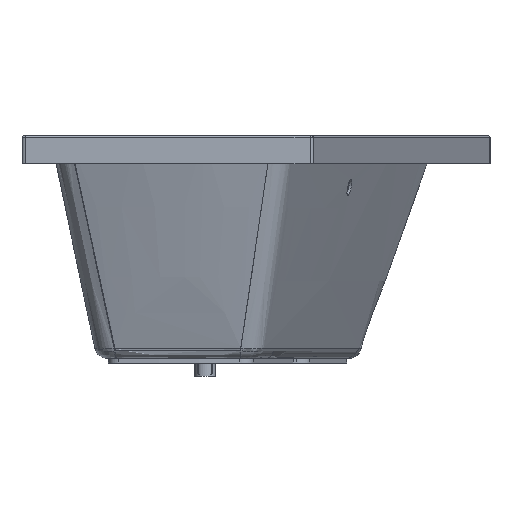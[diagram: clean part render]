
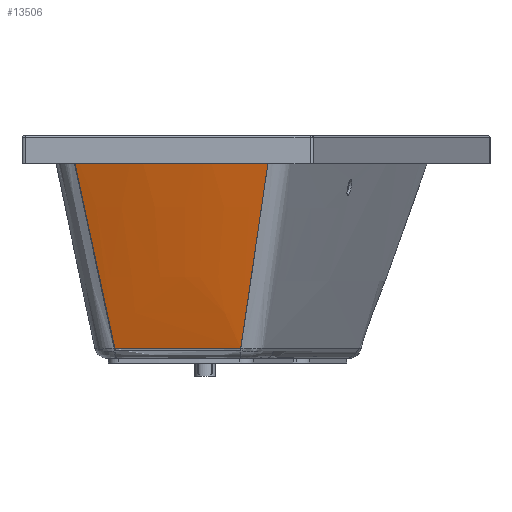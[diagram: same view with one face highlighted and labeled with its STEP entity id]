
A CAD part, left-side view. The second image highlights one B-rep face of the part: STEP entity #13506.
In plain terms, the highlighted free-form (B-spline) face has degree [3, 3] with [4, 19] control points.
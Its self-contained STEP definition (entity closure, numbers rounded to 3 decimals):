
#1325=CARTESIAN_POINT('',(1562.451,577.38,0.0));
#1326=VERTEX_POINT('',#1325);
#1327=CARTESIAN_POINT('',(1521.608,1011.807,0.0));
#1328=VERTEX_POINT('',#1327);
#8437=CARTESIAN_POINT('',(1443.595,913.969,453.556));
#8438=VERTEX_POINT('',#8437);
#12518=CARTESIAN_POINT('',(1467.759,644.145,453.591));
#12519=VERTEX_POINT('',#12518);
#13012=CARTESIAN_POINT('',(1443.595,913.969,453.556));
#13013=CARTESIAN_POINT('',(1443.73,913.184,453.557));
#13014=CARTESIAN_POINT('',(1444.004,911.601,453.559));
#13015=CARTESIAN_POINT('',(1444.549,908.427,453.563));
#13016=CARTESIAN_POINT('',(1445.493,902.861,453.569));
#13017=CARTESIAN_POINT('',(1447.335,891.714,453.582));
#13018=CARTESIAN_POINT('',(1450.824,869.379,453.608));
#13019=CARTESIAN_POINT('',(1457.006,824.586,453.651));
#13020=CARTESIAN_POINT('',(1463.54,760.291,453.673));
#13021=CARTESIAN_POINT('',(1466.645,702.227,453.642));
#13022=CARTESIAN_POINT('',(1467.486,666.712,453.61));
#13023=CARTESIAN_POINT('',(1467.654,655.415,453.6));
#13024=CARTESIAN_POINT('',(1467.713,649.77,453.596));
#13025=CARTESIAN_POINT('',(1467.741,646.549,453.594));
#13026=CARTESIAN_POINT('',(1467.753,644.942,453.592));
#13027=CARTESIAN_POINT('',(1467.759,644.145,453.591));
#13028=B_SPLINE_CURVE_WITH_KNOTS('',3,(#13012,#13013,#13014,#13015,#13016,#13017,#13018,#13019,#13020,#13021,#13022,#13023,#13024,#13025,#13026,#13027),.UNSPECIFIED.,.F.,.U.,(4,1,1,1,1,1,1,1,1,1,1,1,1,4),(-26.685,-26.447,-26.208,-25.732,-24.779,-22.873,-19.061,-11.436,-3.812,-1.906,-0.953,-0.477,-0.238,0.0),.UNSPECIFIED.);
#13029=EDGE_CURVE('',#8438,#12519,#13028,.T.);
#13076=CARTESIAN_POINT('',(1521.608,1011.807,0.0));
#13077=CARTESIAN_POINT('',(1495.604,979.194,151.185));
#13078=CARTESIAN_POINT('',(1469.599,946.582,302.37));
#13079=CARTESIAN_POINT('',(1443.595,913.969,453.556));
#13080=B_SPLINE_CURVE_WITH_KNOTS('',3,(#13076,#13077,#13078,#13079),.UNSPECIFIED.,.F.,.U.,(4,4),(0.0,0.955),.UNSPECIFIED.);
#13081=EDGE_CURVE('',#1328,#8438,#13080,.T.);
#13139=CARTESIAN_POINT('',(-174.071,633.254,0.0));
#13140=DIRECTION('',(0.0,0.0,1.));
#13141=DIRECTION('',(0.999,-0.032,0.0));
#13142=AXIS2_PLACEMENT_3D('',#13139,#13140,#13141);
#13143=CIRCLE('',#13142,1737.42);
#13144=EDGE_CURVE('',#1326,#1328,#13143,.T.);
#13417=CARTESIAN_POINT('',(1562.451,577.38,0.0));
#13418=CARTESIAN_POINT('',(1530.882,599.639,151.222));
#13419=CARTESIAN_POINT('',(1499.313,621.898,302.444));
#13420=CARTESIAN_POINT('',(1467.743,644.156,453.665));
#13421=CARTESIAN_POINT('',(1562.495,578.756,0.0));
#13422=CARTESIAN_POINT('',(1530.908,601.099,151.222));
#13423=CARTESIAN_POINT('',(1499.32,623.442,302.444));
#13424=CARTESIAN_POINT('',(1467.732,645.785,453.665));
#13425=CARTESIAN_POINT('',(1562.709,585.346,0.0));
#13426=CARTESIAN_POINT('',(1531.038,607.266,151.222));
#13427=CARTESIAN_POINT('',(1499.366,629.186,302.444));
#13428=CARTESIAN_POINT('',(1467.695,651.107,453.665));
#13429=CARTESIAN_POINT('',(1563.23,607.313,0.0));
#13430=CARTESIAN_POINT('',(1531.32,626.833,151.222));
#13431=CARTESIAN_POINT('',(1499.41,646.353,302.444));
#13432=CARTESIAN_POINT('',(1467.501,665.873,453.665));
#13433=CARTESIAN_POINT('',(1563.463,636.709,0.0));
#13434=CARTESIAN_POINT('',(1531.328,652.579,151.222));
#13435=CARTESIAN_POINT('',(1499.194,668.45,302.444));
#13436=CARTESIAN_POINT('',(1467.06,684.321,453.665));
#13437=CARTESIAN_POINT('',(1563.057,668.222,0.0));
#13438=CARTESIAN_POINT('',(1530.817,680.014,151.222));
#13439=CARTESIAN_POINT('',(1498.576,691.805,302.444));
#13440=CARTESIAN_POINT('',(1466.336,703.596,453.665));
#13441=CARTESIAN_POINT('',(1562.354,694.058,0.0));
#13442=CARTESIAN_POINT('',(1530.104,702.448,151.222));
#13443=CARTESIAN_POINT('',(1497.854,710.838,302.444));
#13444=CARTESIAN_POINT('',(1465.603,719.227,453.665));
#13445=CARTESIAN_POINT('',(1561.179,721.6,0.0));
#13446=CARTESIAN_POINT('',(1529.007,726.323,151.222));
#13447=CARTESIAN_POINT('',(1496.834,731.046,302.444));
#13448=CARTESIAN_POINT('',(1464.662,735.769,453.665));
#13449=CARTESIAN_POINT('',(1559.764,745.561,0.0));
#13450=CARTESIAN_POINT('',(1527.741,747.071,151.222));
#13451=CARTESIAN_POINT('',(1495.718,748.581,302.444));
#13452=CARTESIAN_POINT('',(1463.696,750.091,453.665));
#13453=CARTESIAN_POINT('',(1557.661,774.852,0.0));
#13454=CARTESIAN_POINT('',(1525.899,772.422,151.222));
#13455=CARTESIAN_POINT('',(1494.136,769.993,302.444));
#13456=CARTESIAN_POINT('',(1462.374,767.564,453.665));
#13457=CARTESIAN_POINT('',(1555.016,804.61,0.0));
#13458=CARTESIAN_POINT('',(1523.623,798.169,151.222));
#13459=CARTESIAN_POINT('',(1492.231,791.728,302.444));
#13460=CARTESIAN_POINT('',(1460.838,785.287,453.665));
#13461=CARTESIAN_POINT('',(1551.215,838.932,0.0));
#13462=CARTESIAN_POINT('',(1520.403,827.871,151.222));
#13463=CARTESIAN_POINT('',(1489.591,816.811,302.444));
#13464=CARTESIAN_POINT('',(1458.779,805.751,453.665));
#13465=CARTESIAN_POINT('',(1546.333,877.144,0.0));
#13466=CARTESIAN_POINT('',(1516.299,860.961,151.222));
#13467=CARTESIAN_POINT('',(1486.266,844.778,302.444));
#13468=CARTESIAN_POINT('',(1456.232,828.595,453.665));
#13469=CARTESIAN_POINT('',(1540.156,917.332,0.0));
#13470=CARTESIAN_POINT('',(1511.149,895.819,151.222));
#13471=CARTESIAN_POINT('',(1482.141,874.306,302.444));
#13472=CARTESIAN_POINT('',(1453.134,852.794,453.665));
#13473=CARTESIAN_POINT('',(1533.287,955.583,0.0));
#13474=CARTESIAN_POINT('',(1505.439,929.132,151.222));
#13475=CARTESIAN_POINT('',(1477.591,902.681,302.444));
#13476=CARTESIAN_POINT('',(1449.744,876.23,453.665));
#13477=CARTESIAN_POINT('',(1527.738,983.507,0.0));
#13478=CARTESIAN_POINT('',(1500.82,953.605,151.222));
#13479=CARTESIAN_POINT('',(1473.902,923.702,302.444));
#13480=CARTESIAN_POINT('',(1446.984,893.8,453.665));
#13481=CARTESIAN_POINT('',(1523.49,1003.381,0.0));
#13482=CARTESIAN_POINT('',(1497.254,971.252,151.222));
#13483=CARTESIAN_POINT('',(1471.017,939.123,302.444));
#13484=CARTESIAN_POINT('',(1444.781,906.994,453.665));
#13485=CARTESIAN_POINT('',(1521.959,1010.237,0.0));
#13486=CARTESIAN_POINT('',(1495.926,977.593,151.222));
#13487=CARTESIAN_POINT('',(1469.893,944.949,302.444));
#13488=CARTESIAN_POINT('',(1443.86,912.304,453.665));
#13489=CARTESIAN_POINT('',(1521.608,1011.807,0.0));
#13490=CARTESIAN_POINT('',(1495.597,979.186,151.222));
#13491=CARTESIAN_POINT('',(1469.587,946.566,302.444));
#13492=CARTESIAN_POINT('',(1443.576,913.945,453.665));
#13493=B_SPLINE_SURFACE_WITH_KNOTS('',3,3,((#13417,#13421,#13425,#13429,#13433,#13437,#13441,#13445,#13449,#13453,#13457,#13461,#13465,#13469,#13473,#13477,#13481,#13485,#13489),(#13418,#13422,#13426,#13430,#13434,#13438,#13442,#13446,#13450,#13454,#13458,#13462,#13466,#13470,#13474,#13478,#13482,#13486,#13490),(#13419,#13423,#13427,#13431,#13435,#13439,#13443,#13447,#13451,#13455,#13459,#13463,#13467,#13471,#13475,#13479,#13483,#13487,#13491),(#13420,#13424,#13428,#13432,#13436,#13440,#13444,#13448,#13452,#13456,#13460,#13464,#13468,#13472,#13476,#13480,#13484,#13488,#13492)),.UNSPECIFIED.,.F.,.F.,.U.,(4,4),(4,1,1,1,1,1,1,1,1,1,1,1,1,1,1,1,4),(0.0,0.955),(0.0,0.071,0.143,0.238,0.286,0.333,0.381,0.429,0.452,0.524,0.571,0.619,0.714,0.786,0.857,0.929,1.0),.UNSPECIFIED.);
#13494=ORIENTED_EDGE('',*,*,#13029,.T.);
#13495=CARTESIAN_POINT('',(1562.451,577.38,0.0));
#13496=CARTESIAN_POINT('',(1530.887,599.635,151.197));
#13497=CARTESIAN_POINT('',(1499.323,621.89,302.394));
#13498=CARTESIAN_POINT('',(1467.759,644.145,453.591));
#13499=B_SPLINE_CURVE_WITH_KNOTS('',3,(#13495,#13496,#13497,#13498),.UNSPECIFIED.,.F.,.U.,(4,4),(0.0,0.955),.UNSPECIFIED.);
#13500=EDGE_CURVE('',#1326,#12519,#13499,.T.);
#13501=ORIENTED_EDGE('',*,*,#13500,.F.);
#13502=ORIENTED_EDGE('',*,*,#13144,.T.);
#13503=ORIENTED_EDGE('',*,*,#13081,.T.);
#13504=EDGE_LOOP('',(#13494,#13501,#13502,#13503));
#13505=FACE_OUTER_BOUND('',#13504,.T.);
#13506=ADVANCED_FACE('',(#13505),#13493,.F.);
